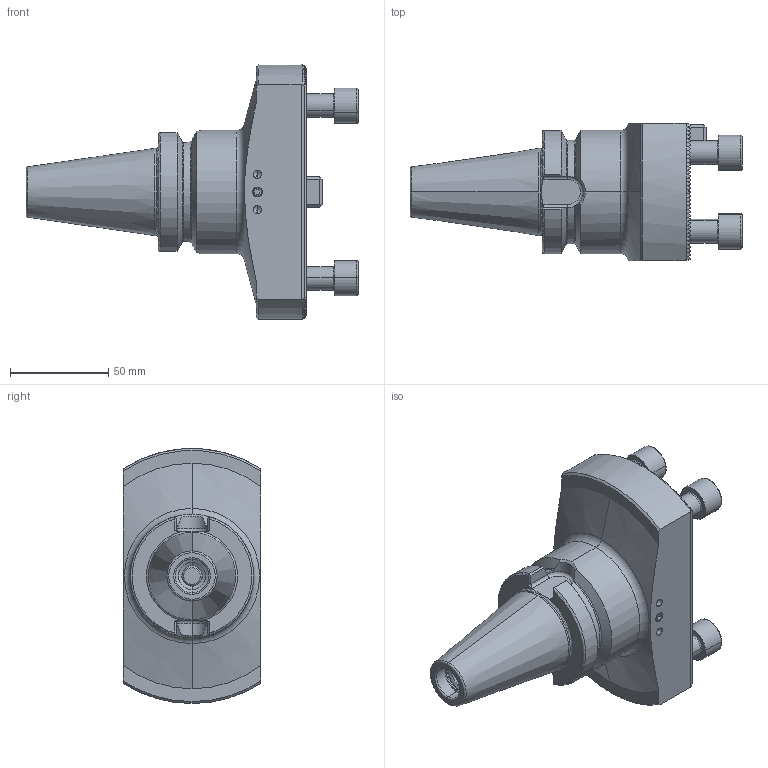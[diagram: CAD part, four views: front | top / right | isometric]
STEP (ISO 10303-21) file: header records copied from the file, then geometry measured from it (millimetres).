
FILE_DESCRIPTION (( 'STEP AP203' ), '1' );
FILE_NAME ('E34.540.130.077.STEP', '2018-03-06T15:47:06', ( 'SWIAdmin' ), ( 'Hewlett-Packard Company' ), 'SwSTEP 2.0', 'SolidWorks 2017', '' );
FILE_SCHEMA (( 'CONFIG_CONTROL_DESIGN' ));
Length unit declared in the file: millimetre
Products named in the file (7): Ko1-ER1.001.016_A; ISO 4762 - M6 x 16; ISO 4762 - M12 x 25; DIN 908 - M12x1.5; ISO 4026 - M5 x 8; E34.540.130.077; BT4-Ko1.K01.077_A
Assembly tree (10 placements, depth 2):
  E34.540.130.077
    BT4-Ko1.K01.077_A
    Ko1-ER1.001.016_A
    ISO 4762 - M6 x 16
    ISO 4762 - M12 x 25  x4
    DIN 908 - M12x1.5
    ISO 4026 - M5 x 8  x2
Bounding box: 169.23 x 70 x 130 mm (x, y, z)
Volume: 433326.8 mm3; surface area: 73072.9 mm2
Topology: 10 solids, 10 shells, 851 faces, 2295 edges, 1449 vertices
Faces by surface type: plane 487, cylinder 202, cone 113, torus 47, bspline 2
Entity records: 26861 total; most frequent: CARTESIAN_POINT 7934, ORIENTED_EDGE 4114, DIRECTION 3372, EDGE_CURVE 2057, VERTEX_POINT 1330, AXIS2_PLACEMENT_3D 1262, LINE 848, VECTOR 848
